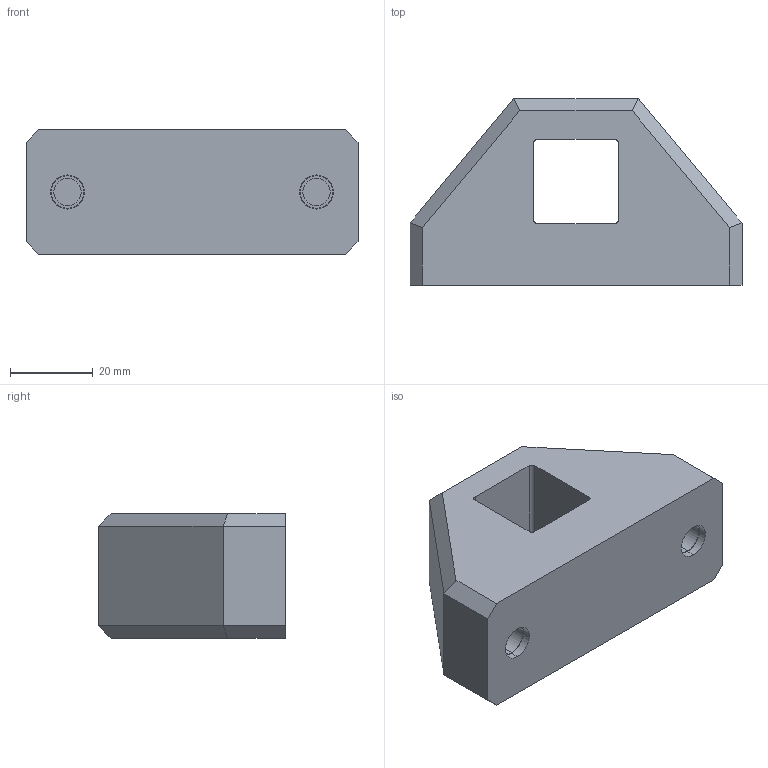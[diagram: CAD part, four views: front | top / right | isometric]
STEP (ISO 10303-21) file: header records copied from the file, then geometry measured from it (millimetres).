
FILE_DESCRIPTION (( 'STEP AP214' ), '1' );
FILE_NAME ('Säulenhalterung_Brücke_01.STEP', '2025-06-04T17:38:56', ( '' ), ( '' ), 'SwSTEP 2.0', 'SolidWorks 2025', '' );
FILE_SCHEMA (( 'AUTOMOTIVE_DESIGN' ));
Length unit declared in the file: millimetre
Products named in the file (1): Säulenhalterung_Brücke_01
Bounding box: 80 x 45 x 30 mm (x, y, z)
Volume: 69976.8 mm3; surface area: 14207.6 mm2
Topology: 1 solids, 1 shells, 52 faces, 118 edges, 76 vertices
Faces by surface type: plane 30, cylinder 22
Entity records: 1493 total; most frequent: DIRECTION 268, CARTESIAN_POINT 247, ORIENTED_EDGE 236, EDGE_CURVE 118, AXIS2_PLACEMENT_3D 97, VERTEX_POINT 76, LINE 74, VECTOR 74
